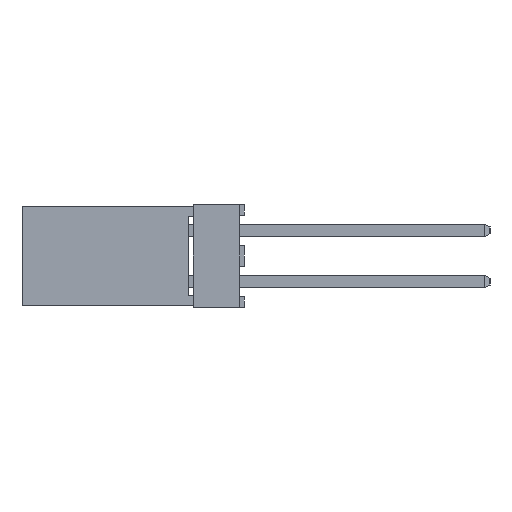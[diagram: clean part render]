
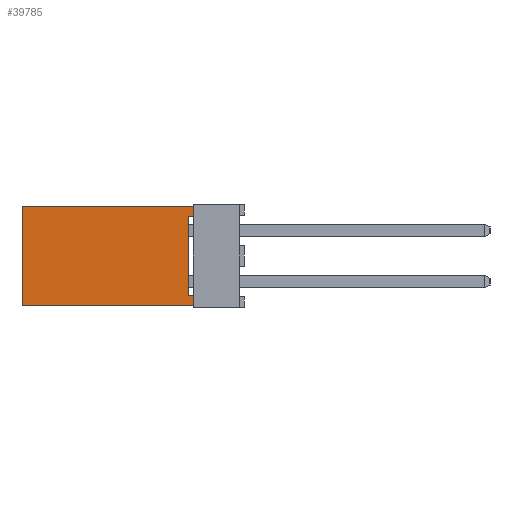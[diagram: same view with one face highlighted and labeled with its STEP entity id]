
A CAD part, left-side view. The second image highlights one B-rep face of the part: STEP entity #39785.
In plain terms, the highlighted planar face has unit normal (-1, 0, 0).
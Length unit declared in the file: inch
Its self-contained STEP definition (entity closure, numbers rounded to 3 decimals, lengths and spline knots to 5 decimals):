
#847=ORIENTED_EDGE('',*,*,#12217,.T.);
#848=ORIENTED_EDGE('',*,*,#11865,.T.);
#849=ORIENTED_EDGE('',*,*,#12059,.F.);
#850=ORIENTED_EDGE('',*,*,#12299,.F.);
#851=ORIENTED_EDGE('',*,*,#12053,.T.);
#852=ORIENTED_EDGE('',*,*,#11972,.T.);
#853=ORIENTED_EDGE('',*,*,#12298,.T.);
#854=ORIENTED_EDGE('',*,*,#12300,.T.);
#11865=EDGE_CURVE('',#17646,#17645,#21429,.T.);
#11972=EDGE_CURVE('',#17753,#17752,#21536,.T.);
#12053=EDGE_CURVE('',#17807,#17753,#21617,.T.);
#12059=EDGE_CURVE('',#17811,#17645,#21623,.T.);
#12217=EDGE_CURVE('',#17916,#17646,#21781,.T.);
#12298=EDGE_CURVE('',#17752,#17970,#21862,.T.);
#12299=EDGE_CURVE('',#17807,#17811,#21863,.T.);
#12300=EDGE_CURVE('',#17970,#17916,#21864,.T.);
#17645=VERTEX_POINT('',#54813);
#17646=VERTEX_POINT('',#54815);
#17752=VERTEX_POINT('',#55054);
#17753=VERTEX_POINT('',#55056);
#17807=VERTEX_POINT('',#55192);
#17811=VERTEX_POINT('',#55202);
#17916=VERTEX_POINT('',#55491);
#17970=VERTEX_POINT('',#55654);
#21429=LINE('',#54814,#27105);
#21536=LINE('',#55055,#27212);
#21617=LINE('',#55191,#27293);
#21623=LINE('',#55203,#27299);
#21781=LINE('',#55493,#27457);
#21862=LINE('',#55655,#27538);
#21863=LINE('',#55657,#27539);
#21864=LINE('',#55658,#27540);
#27105=VECTOR('',#44417,39.37008);
#27212=VECTOR('',#44578,39.37008);
#27293=VECTOR('',#44661,39.37008);
#27299=VECTOR('',#44669,39.37008);
#27457=VECTOR('',#44881,39.37008);
#27538=VECTOR('',#45016,39.37008);
#27539=VECTOR('',#45019,39.37008);
#27540=VECTOR('',#45020,39.37008);
#32785=EDGE_LOOP('',(#847,#848,#849,#850,#851,#852,#853,#854));
#35205=FACE_BOUND('',#32785,.T.);
#37625=PLANE('',#42045);
#39785=ADVANCED_FACE('',(#35205),#37625,.F.);
#42045=AXIS2_PLACEMENT_3D('',#55656,#45017,#45018);
#44417=DIRECTION('',(0.,0.,1.));
#44578=DIRECTION('',(0.,0.,1.));
#44661=DIRECTION('',(0.,-1.,0.));
#44669=DIRECTION('',(0.,-1.,0.));
#44881=DIRECTION('',(0.,-1.,0.));
#45016=DIRECTION('',(0.,1.,0.));
#45017=DIRECTION('',(1.,0.,0.));
#45018=DIRECTION('',(0.,0.,-1.));
#45019=DIRECTION('',(0.,0.,1.));
#45020=DIRECTION('',(0.,0.,1.));
#54813=CARTESIAN_POINT('',(0.,0.,0.0975));
#54814=CARTESIAN_POINT('',(0.,0.,-0.0975));
#54815=CARTESIAN_POINT('',(0.,0.,0.0775));
#55054=CARTESIAN_POINT('',(0.,0.,-0.0775));
#55055=CARTESIAN_POINT('',(0.,0.,-0.0975));
#55056=CARTESIAN_POINT('',(0.,0.,-0.0975));
#55191=CARTESIAN_POINT('',(0.,0.335,-0.0975));
#55192=CARTESIAN_POINT('',(0.,0.335,-0.0975));
#55202=CARTESIAN_POINT('',(0.,0.335,0.0975));
#55203=CARTESIAN_POINT('',(0.,0.335,0.0975));
#55491=CARTESIAN_POINT('',(0.,0.01,0.0775));
#55493=CARTESIAN_POINT('',(0.,0.01,0.0775));
#55654=CARTESIAN_POINT('',(0.,0.01,-0.0775));
#55655=CARTESIAN_POINT('',(0.,0.,-0.0775));
#55656=CARTESIAN_POINT('',(0.,0.335,-0.0975));
#55657=CARTESIAN_POINT('',(0.,0.335,-0.0975));
#55658=CARTESIAN_POINT('',(0.,0.01,-0.0775));
